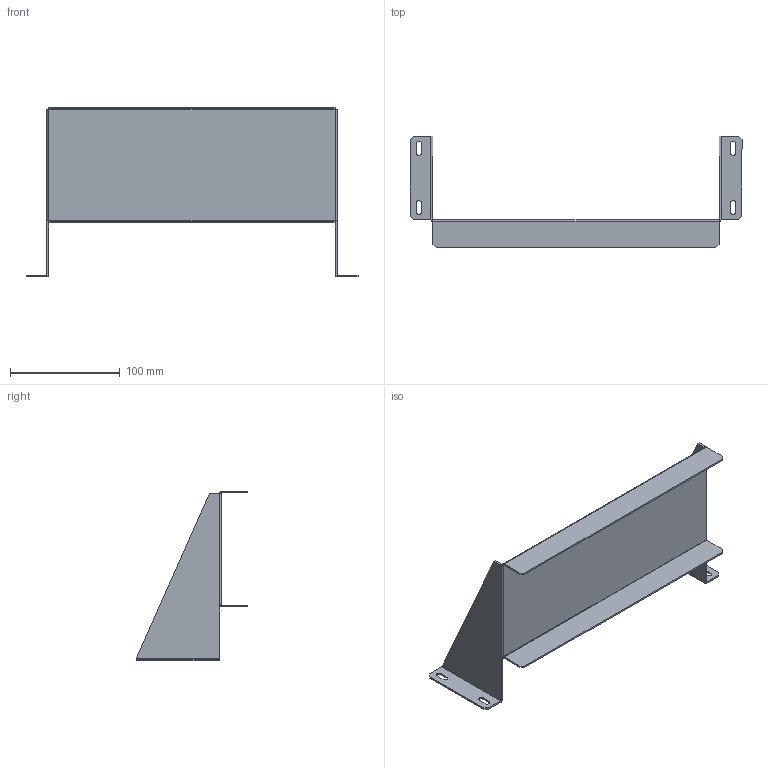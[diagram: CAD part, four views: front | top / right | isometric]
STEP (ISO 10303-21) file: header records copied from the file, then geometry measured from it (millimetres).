
FILE_DESCRIPTION (( 'STEP AP214' ), '1' );
FILE_NAME ('430-00202-00-02 UPS Top Bracket.STEP', '2023-01-23T17:22:20', ( '' ), ( '' ), 'SwSTEP 2.0', 'SolidWorks 2020', '' );
FILE_SCHEMA (( 'AUTOMOTIVE_DESIGN' ));
Length unit declared in the file: inch
Products named in the file (1): 430-00202-00-02 UPS Top Bracket
Bounding box: 302 x 101.6 x 154.17 mm (x, y, z)
Volume: 84395.3 mm3; surface area: 113278.2 mm2
Topology: 1 solids, 1 shells, 80 faces, 186 edges, 108 vertices
Faces by surface type: plane 60, cylinder 20
Entity records: 2262 total; most frequent: DIRECTION 388, CARTESIAN_POINT 375, ORIENTED_EDGE 372, EDGE_CURVE 186, VECTOR 146, LINE 146, AXIS2_PLACEMENT_3D 121, VERTEX_POINT 108
